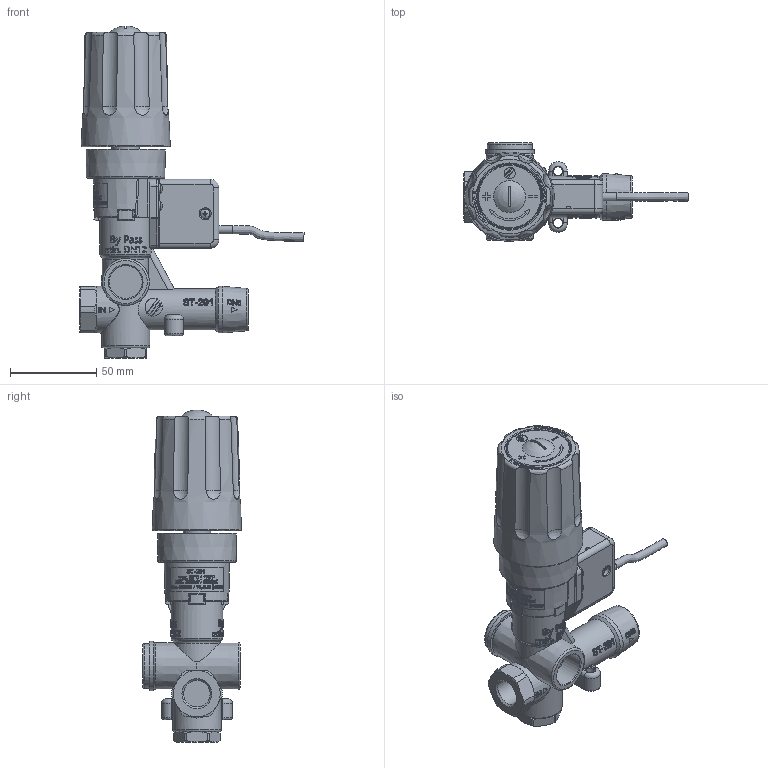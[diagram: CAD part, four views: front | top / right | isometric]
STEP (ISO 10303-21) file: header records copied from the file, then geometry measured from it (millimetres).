
FILE_DESCRIPTION(/* description */ ('Unknown'),/* implementation_level */ '2;1');
FILE_NAME(/* name */ '200291550',/* time_stamp */ '2021-01-21T11:39:15+01:00',/* author */ ('Unknown'),/* organization */ ('Unknown'),/* preprocessor_version */ 'ST-DEVELOPER v16.7',/* originating_system */ 'Solid Edge',/* authorisation */ 'Unknown');
FILE_SCHEMA (('AUTOMOTIVE_DESIGN {1 0 10303 214 3 1 1}'));
Products named in the file (1): Part8
Bounding box: 129.82 x 57.31 x 192.31 mm (x, y, z)
Volume: 213056.5 mm3; surface area: 67443.3 mm2
Topology: 3 solids, 5 shells, 1849 faces, 4633 edges, 3034 vertices
Faces by surface type: plane 984, bspline 398, cylinder 347, torus 56, cone 49, sphere 15
Full cylindrical faces by diameter (mm): 0.5 x1, 4.8 x1, 5 x2, 5.6 x5, 6 x1, 11.547 x1, 15.33 x2, 15.998 x1, 19.14 x1, 24 x1, 24.997 x1, 26 x1, 27 x2, 28 x1, 28.58 x1, 30 x1, 36.996 x1, 37.996 x1
Entity records: 85496 total; most frequent: CARTESIAN_POINT 34489, ORIENTED_EDGE 9012, DIRECTION 6167, EDGE_CURVE 4506, VERTEX_POINT 3002, AXIS2_PLACEMENT_3D 2286, EDGE_LOOP 2188, FACE_BOUND 2188
